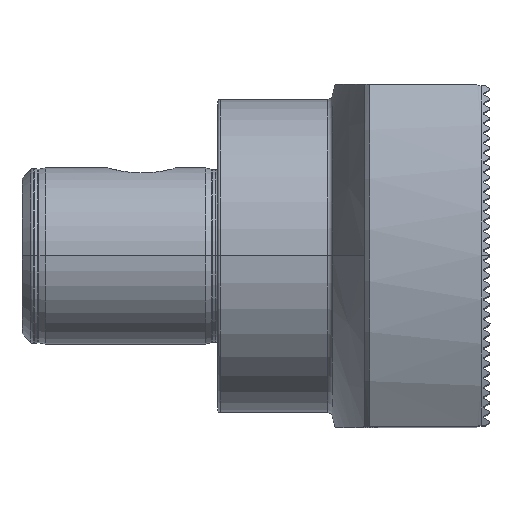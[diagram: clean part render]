
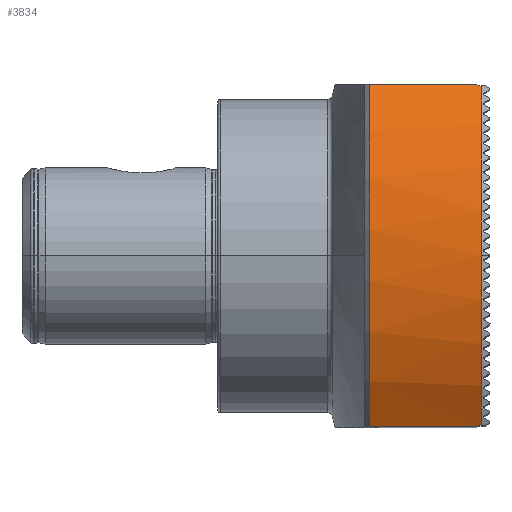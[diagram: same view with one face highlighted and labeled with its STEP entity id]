
A CAD part, top view. The second image highlights one B-rep face of the part: STEP entity #3834.
In plain terms, the highlighted cylindrical face has radius 65 mm (diameter 130 mm), a partial arc.
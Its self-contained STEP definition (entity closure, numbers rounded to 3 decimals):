
#345 = DIRECTION ( 'NONE',  ( 0., 0., -1. ) ) ;
#371 = VERTEX_POINT ( 'NONE', #12293 ) ;
#394 = DIRECTION ( 'NONE',  ( 1., 0., 0. ) ) ;
#426 = CARTESIAN_POINT ( 'NONE',  ( 31., 0., 0. ) ) ;
#539 = ORIENTED_EDGE ( 'NONE', *, *, #11010, .T. ) ;
#682 = CARTESIAN_POINT ( 'NONE',  ( 53.133, 34.767, 54.921 ) ) ;
#762 = DIRECTION ( 'NONE',  ( 0., 0., -1. ) ) ;
#813 = CARTESIAN_POINT ( 'NONE',  ( 52.9, -35., 54.772 ) ) ;
#1042 = ORIENTED_EDGE ( 'NONE', *, *, #9745, .T. ) ;
#1434 = ORIENTED_EDGE ( 'NONE', *, *, #9863, .F. ) ;
#1502 = VERTEX_POINT ( 'NONE', #21830 ) ;
#1912 = ORIENTED_EDGE ( 'NONE', *, *, #19254, .F. ) ;
#2416 = CARTESIAN_POINT ( 'NONE',  ( 53.016, 34.884, 54.847 ) ) ;
#2496 = ORIENTED_EDGE ( 'NONE', *, *, #4478, .F. ) ;
#2778 = CARTESIAN_POINT ( 'NONE',  ( 55.75, -34.65, 54.994 ) ) ;
#2860 = CYLINDRICAL_SURFACE ( 'NONE', #19317, 65. ) ;
#2981 = ORIENTED_EDGE ( 'NONE', *, *, #21067, .F. ) ;
#3147 = EDGE_LOOP ( 'NONE', ( #20789, #21054, #21570, #539, #1042, #1434, #1912, #2496, #2981 ) ) ;
#3156 = CARTESIAN_POINT ( 'NONE',  ( 52.9, 35., 54.772 ) ) ;
#3834 = ADVANCED_FACE ( 'NONE', ( #3948 ), #2860, .T. ) ;
#3948 = FACE_OUTER_BOUND ( 'NONE', #3147, .T. ) ;
#4232 = CARTESIAN_POINT ( 'NONE',  ( 53.133, -34.767, 54.921 ) ) ;
#4461 = CARTESIAN_POINT ( 'NONE',  ( 31., -35., 54.772 ) ) ;
#4478 = EDGE_CURVE ( 'NONE', #12042, #15848, #18428, .T. ) ;
#4593 = LINE ( 'NONE', #17843, #4839 ) ;
#4839 = VECTOR ( 'NONE', #17759, 1000. ) ;
#4982 = AXIS2_PLACEMENT_3D ( 'NONE', #19247, #19180, #19162 ) ;
#5091 = CIRCLE ( 'NONE', #17354, 65. ) ;
#5842 = CARTESIAN_POINT ( 'NONE',  ( 31., 35., 54.772 ) ) ;
#7006 = VERTEX_POINT ( 'NONE', #5842 ) ;
#7044 = VERTEX_POINT ( 'NONE', #3156 ) ;
#7686 = VERTEX_POINT ( 'NONE', #14153 ) ;
#7895 = DIRECTION ( 'NONE',  ( -1., 0., 0. ) ) ;
#9040 = CARTESIAN_POINT ( 'NONE',  ( 53.25, 34.65, 54.994 ) ) ;
#9103 = LINE ( 'NONE', #18615, #15451 ) ;
#9471 = CARTESIAN_POINT ( 'NONE',  ( 53.25, -34.65, 54.994 ) ) ;
#9745 = EDGE_CURVE ( 'NONE', #7006, #15668, #5091, .T. ) ;
#9762 =( BOUNDED_CURVE ( )  B_SPLINE_CURVE ( 3, ( #12805, #682, #2416, #14495 ),
 .UNSPECIFIED., .F., .F. ) 
 B_SPLINE_CURVE_WITH_KNOTS ( ( 4, 4 ),
 ( 2.133, 2.139 ),
 .UNSPECIFIED. ) 
 CURVE ( )  GEOMETRIC_REPRESENTATION_ITEM ( )  RATIONAL_B_SPLINE_CURVE ( ( 1., 1., 1., 1. ) ) 
 REPRESENTATION_ITEM ( '' )  );
#9863 = EDGE_CURVE ( 'NONE', #7686, #15668, #4593, .T. ) ;
#11010 = EDGE_CURVE ( 'NONE', #7044, #7006, #9103, .T. ) ;
#11159 = DIRECTION ( 'NONE',  ( 1., 0., 0. ) ) ;
#11211 = CARTESIAN_POINT ( 'NONE',  ( 53.016, -34.884, 54.847 ) ) ;
#11847 = DIRECTION ( 'NONE',  ( 0., 0., -1. ) ) ;
#11919 = DIRECTION ( 'NONE',  ( 1., 0., 0. ) ) ;
#12042 = VERTEX_POINT ( 'NONE', #17515 ) ;
#12226 = CARTESIAN_POINT ( 'NONE',  ( 55.75, 0., 0. ) ) ;
#12293 = CARTESIAN_POINT ( 'NONE',  ( 53.75, 34.65, 54.994 ) ) ;
#12805 = CARTESIAN_POINT ( 'NONE',  ( 53.25, 34.65, 54.994 ) ) ;
#12849 = VERTEX_POINT ( 'NONE', #9040 ) ;
#14004 = EDGE_CURVE ( 'NONE', #371, #12849, #16988, .T. ) ;
#14153 = CARTESIAN_POINT ( 'NONE',  ( 52.9, -35., 54.772 ) ) ;
#14495 = CARTESIAN_POINT ( 'NONE',  ( 52.9, 35., 54.772 ) ) ;
#14805 = VECTOR ( 'NONE', #7895, 1000. ) ;
#14999 = CIRCLE ( 'NONE', #4982, 65. ) ;
#15161 =( BOUNDED_CURVE ( )  B_SPLINE_CURVE ( 3, ( #9471, #4232, #11211, #813 ),
 .UNSPECIFIED., .F., .F. ) 
 B_SPLINE_CURVE_WITH_KNOTS ( ( 4, 4 ),
 ( 2.133, 2.139 ),
 .UNSPECIFIED. ) 
 CURVE ( )  GEOMETRIC_REPRESENTATION_ITEM ( )  RATIONAL_B_SPLINE_CURVE ( ( 1., 1., 1., 1. ) ) 
 REPRESENTATION_ITEM ( '' )  );
#15451 = VECTOR ( 'NONE', #18398, 1000. ) ;
#15668 = VERTEX_POINT ( 'NONE', #4461 ) ;
#15848 = VERTEX_POINT ( 'NONE', #21108 ) ;
#15987 = CIRCLE ( 'NONE', #20342, 65. ) ;
#16489 = CARTESIAN_POINT ( 'NONE',  ( 55.75, 34.65, 54.994 ) ) ;
#16661 = DIRECTION ( 'NONE',  ( -1., 0., 0. ) ) ;
#16988 = LINE ( 'NONE', #16489, #20572 ) ;
#17331 = EDGE_CURVE ( 'NONE', #371, #1502, #14999, .T. ) ;
#17354 = AXIS2_PLACEMENT_3D ( 'NONE', #426, #394, #345 ) ;
#17515 = CARTESIAN_POINT ( 'NONE',  ( 53.75, -34.65, 54.994 ) ) ;
#17759 = DIRECTION ( 'NONE',  ( -1., 0., 0. ) ) ;
#17843 = CARTESIAN_POINT ( 'NONE',  ( 55.75, -35., 54.772 ) ) ;
#18398 = DIRECTION ( 'NONE',  ( -1., 0., 0. ) ) ;
#18428 = LINE ( 'NONE', #2778, #14805 ) ;
#18615 = CARTESIAN_POINT ( 'NONE',  ( 55.75, 35., 54.772 ) ) ;
#19162 = DIRECTION ( 'NONE',  ( 0., 0., -1. ) ) ;
#19180 = DIRECTION ( 'NONE',  ( 1., 0., 0. ) ) ;
#19247 = CARTESIAN_POINT ( 'NONE',  ( 53.75, 0., 0. ) ) ;
#19254 = EDGE_CURVE ( 'NONE', #15848, #7686, #15161, .T. ) ;
#19317 = AXIS2_PLACEMENT_3D ( 'NONE', #12226, #11919, #11847 ) ;
#20342 = AXIS2_PLACEMENT_3D ( 'NONE', #21124, #11159, #762 ) ;
#20572 = VECTOR ( 'NONE', #16661, 1000. ) ;
#20789 = ORIENTED_EDGE ( 'NONE', *, *, #17331, .F. ) ;
#21054 = ORIENTED_EDGE ( 'NONE', *, *, #14004, .T. ) ;
#21060 = EDGE_CURVE ( 'NONE', #12849, #7044, #9762, .T. ) ;
#21067 = EDGE_CURVE ( 'NONE', #1502, #12042, #15987, .T. ) ;
#21108 = CARTESIAN_POINT ( 'NONE',  ( 53.25, -34.65, 54.994 ) ) ;
#21124 = CARTESIAN_POINT ( 'NONE',  ( 53.75, 0., 0. ) ) ;
#21570 = ORIENTED_EDGE ( 'NONE', *, *, #21060, .T. ) ;
#21830 = CARTESIAN_POINT ( 'NONE',  ( 53.75, 0., 65. ) ) ;
